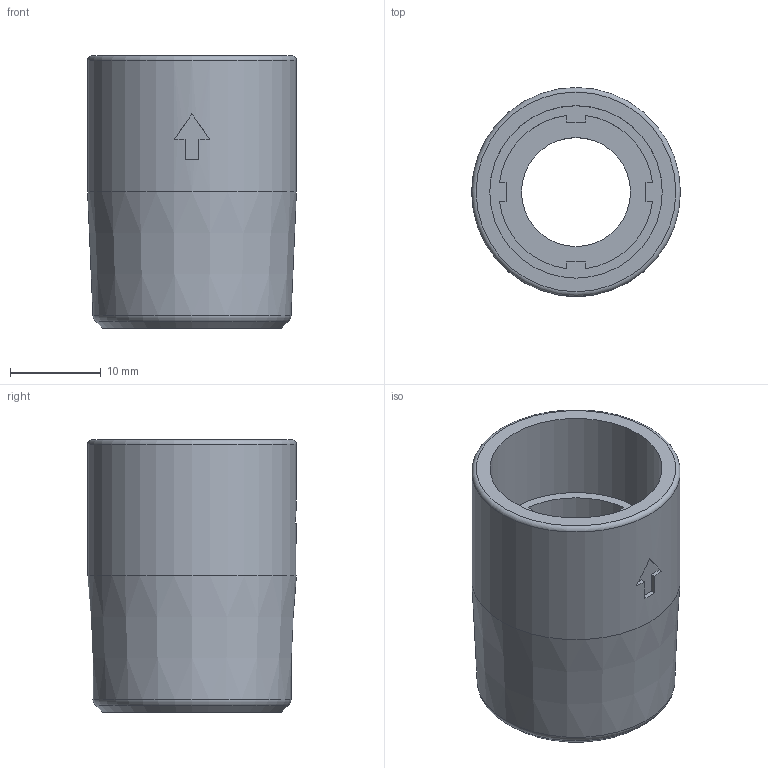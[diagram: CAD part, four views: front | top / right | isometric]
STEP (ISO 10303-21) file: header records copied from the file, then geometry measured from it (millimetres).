
FILE_DESCRIPTION( ( '' ), ' ' );
FILE_NAME( '5e74d5a531877815b9da7010.step', '2020-03-20T14:39:34', ( '' ), ( '' ), ' ', ' ', ' ' );
FILE_SCHEMA( ( 'AUTOMOTIVE_DESIGN { 1 0 10303 214 1 1 1 1 }' ) );
Length unit declared in the file: metre
Products named in the file (1): Part 1
Bounding box: 23 x 23 x 30 mm (x, y, z)
Volume: 5379.5 mm3; surface area: 4381.1 mm2
Topology: 1 solids, 1 shells, 59 faces, 160 edges, 106 vertices
Faces by surface type: plane 24, cone 22, cylinder 8, bspline 3, torus 2
Full cylindrical faces by diameter (mm): 12 x1, 15 x1, 19 x1, 23 x1
Entity records: 9247 total; most frequent: CARTESIAN_POINT 7406, ORIENTED_EDGE 292, DIRECTION 241, EDGE_CURVE 146, VERTEX_POINT 102, AXIS2_PLACEMENT_3D 84, EDGE_LOOP 74, LINE 73
